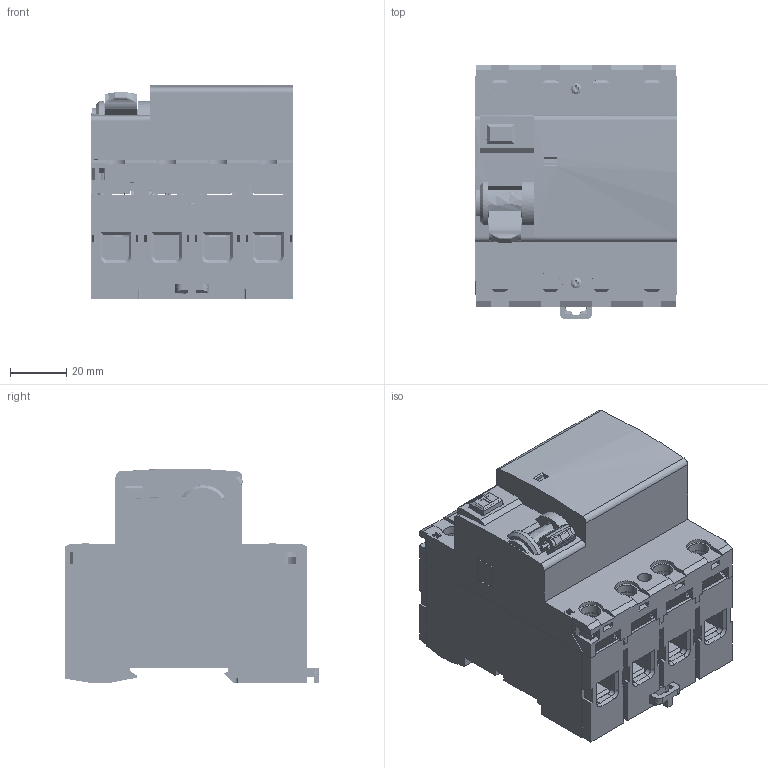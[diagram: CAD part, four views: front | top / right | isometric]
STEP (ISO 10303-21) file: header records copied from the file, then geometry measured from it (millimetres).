
FILE_DESCRIPTION (( 'STEP AP214' ), '1' );
FILE_NAME ('AR874103.STEP', '2023-09-18T05:45:15', ( '' ), ( '' ), 'SwSTEP 2.0', 'SolidWorks 2021', '' );
FILE_SCHEMA (( 'AUTOMOTIVE_DESIGN' ));
Length unit declared in the file: millimetre
Products named in the file (1): AR874103
Bounding box: 72 x 90.29 x 76.19 mm (x, y, z)
Surface area: 126173.1 mm2 (no closed solid volume)
Topology: 0 solids, 62 shells, 3954 faces, 11015 edges, 7070 vertices
Faces by surface type: bspline 3954
Entity records: 241332 total; most frequent: CARTESIAN_POINT 133527, ORIENTED_EDGE 21655, EDGE_CURVE 10910, B_SPLINE_CURVE_WITH_KNOTS 9318, VERTEX_POINT 7073, EDGE_LOOP 4134, UNCERTAINTY_MEASURE_WITH_UNIT 3978, PRESENTATION_STYLE_ASSIGNMENT 3977
